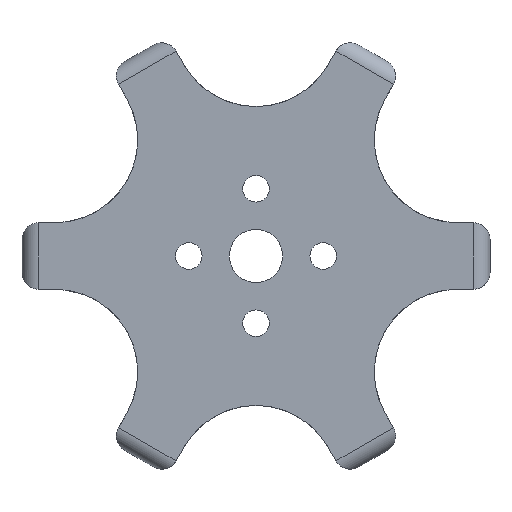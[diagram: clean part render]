
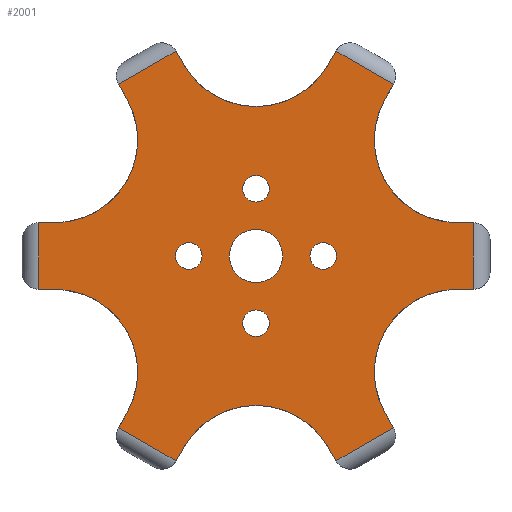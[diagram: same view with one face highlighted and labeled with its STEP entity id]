
A CAD part, front view. The second image highlights one B-rep face of the part: STEP entity #2001.
In plain terms, the highlighted planar face has unit normal (0, -1, 0).
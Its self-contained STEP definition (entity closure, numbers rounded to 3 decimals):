
#25=FACE_BOUND('',#279,.T.);
#26=FACE_BOUND('',#280,.T.);
#27=FACE_BOUND('',#281,.T.);
#28=FACE_BOUND('',#282,.T.);
#29=FACE_BOUND('',#283,.T.);
#83=PLANE('',#2163);
#169=FACE_OUTER_BOUND('',#278,.T.);
#278=EDGE_LOOP('',(#1509,#1510,#1511,#1512,#1513,#1514,#1515,#1516,#1517,
#1518,#1519,#1520,#1521,#1522,#1523,#1524,#1525,#1526,#1527,#1528,#1529,
#1530,#1531,#1532));
#279=EDGE_LOOP('',(#1533));
#280=EDGE_LOOP('',(#1534));
#281=EDGE_LOOP('',(#1535));
#282=EDGE_LOOP('',(#1536));
#283=EDGE_LOOP('',(#1537));
#431=LINE('',#3151,#640);
#440=LINE('',#3168,#649);
#444=LINE('',#3183,#653);
#452=LINE('',#3201,#661);
#462=LINE('',#3229,#671);
#464=LINE('',#3234,#673);
#465=LINE('',#3237,#674);
#466=LINE('',#3239,#675);
#467=LINE('',#3243,#676);
#468=LINE('',#3245,#677);
#469=LINE('',#3247,#678);
#470=LINE('',#3251,#679);
#471=LINE('',#3253,#680);
#472=LINE('',#3255,#681);
#473=LINE('',#3259,#682);
#474=LINE('',#3261,#683);
#475=LINE('',#3263,#684);
#476=LINE('',#3266,#685);
#640=VECTOR('',#2456,10.);
#649=VECTOR('',#2471,10.);
#653=VECTOR('',#2487,10.);
#661=VECTOR('',#2507,10.);
#671=VECTOR('',#2535,10.);
#673=VECTOR('',#2541,10.);
#674=VECTOR('',#2544,10.);
#675=VECTOR('',#2545,10.);
#676=VECTOR('',#2548,10.);
#677=VECTOR('',#2549,10.);
#678=VECTOR('',#2550,10.);
#679=VECTOR('',#2553,10.);
#680=VECTOR('',#2554,10.);
#681=VECTOR('',#2555,10.);
#682=VECTOR('',#2558,10.);
#683=VECTOR('',#2559,10.);
#684=VECTOR('',#2560,10.);
#685=VECTOR('',#2563,10.);
#791=CIRCLE('',#2164,10.);
#792=CIRCLE('',#2165,10.);
#793=CIRCLE('',#2166,10.);
#794=CIRCLE('',#2167,10.);
#795=CIRCLE('',#2168,10.);
#796=CIRCLE('',#2169,10.);
#797=CIRCLE('',#2170,1.6);
#798=CIRCLE('',#2171,1.6);
#799=CIRCLE('',#2172,1.6);
#800=CIRCLE('',#2173,1.6);
#801=CIRCLE('',#2174,3.2);
#919=VERTEX_POINT('',#3144);
#921=VERTEX_POINT('',#3150);
#926=VERTEX_POINT('',#3166);
#929=VERTEX_POINT('',#3176);
#931=VERTEX_POINT('',#3182);
#935=VERTEX_POINT('',#3200);
#940=VERTEX_POINT('',#3213);
#943=VERTEX_POINT('',#3223);
#945=VERTEX_POINT('',#3233);
#946=VERTEX_POINT('',#3235);
#947=VERTEX_POINT('',#3238);
#948=VERTEX_POINT('',#3240);
#949=VERTEX_POINT('',#3242);
#950=VERTEX_POINT('',#3244);
#951=VERTEX_POINT('',#3246);
#952=VERTEX_POINT('',#3248);
#953=VERTEX_POINT('',#3250);
#954=VERTEX_POINT('',#3252);
#955=VERTEX_POINT('',#3254);
#956=VERTEX_POINT('',#3256);
#957=VERTEX_POINT('',#3258);
#958=VERTEX_POINT('',#3260);
#959=VERTEX_POINT('',#3262);
#960=VERTEX_POINT('',#3264);
#961=VERTEX_POINT('',#3267);
#962=VERTEX_POINT('',#3269);
#963=VERTEX_POINT('',#3271);
#964=VERTEX_POINT('',#3273);
#965=VERTEX_POINT('',#3275);
#1124=EDGE_CURVE('',#921,#919,#431,.T.);
#1134=EDGE_CURVE('',#921,#926,#440,.T.);
#1140=EDGE_CURVE('',#931,#929,#444,.T.);
#1150=EDGE_CURVE('',#935,#929,#452,.T.);
#1164=EDGE_CURVE('',#940,#943,#462,.T.);
#1166=EDGE_CURVE('',#935,#926,#791,.T.);
#1167=EDGE_CURVE('',#931,#945,#464,.T.);
#1168=EDGE_CURVE('',#946,#945,#792,.T.);
#1169=EDGE_CURVE('',#943,#946,#465,.T.);
#1170=EDGE_CURVE('',#940,#947,#466,.T.);
#1171=EDGE_CURVE('',#948,#947,#793,.T.);
#1172=EDGE_CURVE('',#949,#948,#467,.T.);
#1173=EDGE_CURVE('',#950,#949,#468,.T.);
#1174=EDGE_CURVE('',#950,#951,#469,.T.);
#1175=EDGE_CURVE('',#952,#951,#794,.T.);
#1176=EDGE_CURVE('',#953,#952,#470,.T.);
#1177=EDGE_CURVE('',#954,#953,#471,.T.);
#1178=EDGE_CURVE('',#954,#955,#472,.T.);
#1179=EDGE_CURVE('',#956,#955,#795,.T.);
#1180=EDGE_CURVE('',#957,#956,#473,.T.);
#1181=EDGE_CURVE('',#958,#957,#474,.T.);
#1182=EDGE_CURVE('',#958,#959,#475,.T.);
#1183=EDGE_CURVE('',#960,#959,#796,.T.);
#1184=EDGE_CURVE('',#919,#960,#476,.T.);
#1185=EDGE_CURVE('',#961,#961,#797,.T.);
#1186=EDGE_CURVE('',#962,#962,#798,.T.);
#1187=EDGE_CURVE('',#963,#963,#799,.T.);
#1188=EDGE_CURVE('',#964,#964,#800,.T.);
#1189=EDGE_CURVE('',#965,#965,#801,.T.);
#1509=ORIENTED_EDGE('',*,*,#1124,.F.);
#1510=ORIENTED_EDGE('',*,*,#1134,.T.);
#1511=ORIENTED_EDGE('',*,*,#1166,.F.);
#1512=ORIENTED_EDGE('',*,*,#1150,.T.);
#1513=ORIENTED_EDGE('',*,*,#1140,.F.);
#1514=ORIENTED_EDGE('',*,*,#1167,.T.);
#1515=ORIENTED_EDGE('',*,*,#1168,.F.);
#1516=ORIENTED_EDGE('',*,*,#1169,.F.);
#1517=ORIENTED_EDGE('',*,*,#1164,.F.);
#1518=ORIENTED_EDGE('',*,*,#1170,.T.);
#1519=ORIENTED_EDGE('',*,*,#1171,.F.);
#1520=ORIENTED_EDGE('',*,*,#1172,.F.);
#1521=ORIENTED_EDGE('',*,*,#1173,.F.);
#1522=ORIENTED_EDGE('',*,*,#1174,.T.);
#1523=ORIENTED_EDGE('',*,*,#1175,.F.);
#1524=ORIENTED_EDGE('',*,*,#1176,.F.);
#1525=ORIENTED_EDGE('',*,*,#1177,.F.);
#1526=ORIENTED_EDGE('',*,*,#1178,.T.);
#1527=ORIENTED_EDGE('',*,*,#1179,.F.);
#1528=ORIENTED_EDGE('',*,*,#1180,.F.);
#1529=ORIENTED_EDGE('',*,*,#1181,.F.);
#1530=ORIENTED_EDGE('',*,*,#1182,.T.);
#1531=ORIENTED_EDGE('',*,*,#1183,.F.);
#1532=ORIENTED_EDGE('',*,*,#1184,.F.);
#1533=ORIENTED_EDGE('',*,*,#1185,.T.);
#1534=ORIENTED_EDGE('',*,*,#1186,.T.);
#1535=ORIENTED_EDGE('',*,*,#1187,.T.);
#1536=ORIENTED_EDGE('',*,*,#1188,.T.);
#1537=ORIENTED_EDGE('',*,*,#1189,.T.);
#2001=ADVANCED_FACE('',(#169,#25,#26,#27,#28,#29),#83,.F.);
#2163=AXIS2_PLACEMENT_3D('',#3231,#2537,#2538);
#2164=AXIS2_PLACEMENT_3D('',#3232,#2539,#2540);
#2165=AXIS2_PLACEMENT_3D('',#3236,#2542,#2543);
#2166=AXIS2_PLACEMENT_3D('',#3241,#2546,#2547);
#2167=AXIS2_PLACEMENT_3D('',#3249,#2551,#2552);
#2168=AXIS2_PLACEMENT_3D('',#3257,#2556,#2557);
#2169=AXIS2_PLACEMENT_3D('',#3265,#2561,#2562);
#2170=AXIS2_PLACEMENT_3D('',#3268,#2564,#2565);
#2171=AXIS2_PLACEMENT_3D('',#3270,#2566,#2567);
#2172=AXIS2_PLACEMENT_3D('',#3272,#2568,#2569);
#2173=AXIS2_PLACEMENT_3D('',#3274,#2570,#2571);
#2174=AXIS2_PLACEMENT_3D('',#3276,#2572,#2573);
#2456=DIRECTION('',(-0.866,0.,-0.5));
#2471=DIRECTION('',(-0.5,0.,0.866));
#2487=DIRECTION('',(0.,0.,-1.));
#2507=DIRECTION('',(1.,0.,0.));
#2535=DIRECTION('',(0.866,0.,-0.5));
#2537=DIRECTION('center_axis',(0.,1.,0.));
#2538=DIRECTION('ref_axis',(0.,0.,1.));
#2539=DIRECTION('center_axis',(0.,-1.,0.));
#2540=DIRECTION('ref_axis',(-0.866,0.,-0.5));
#2541=DIRECTION('',(-1.,0.,0.));
#2542=DIRECTION('center_axis',(0.,-1.,0.));
#2543=DIRECTION('ref_axis',(0.,0.,-1.));
#2544=DIRECTION('',(-0.5,0.,-0.866));
#2545=DIRECTION('',(-0.5,0.,-0.866));
#2546=DIRECTION('center_axis',(0.,-1.,0.));
#2547=DIRECTION('ref_axis',(0.866,0.,-0.5));
#2548=DIRECTION('',(0.5,0.,-0.866));
#2549=DIRECTION('',(0.866,0.,0.5));
#2550=DIRECTION('',(0.5,0.,-0.866));
#2551=DIRECTION('center_axis',(0.,-1.,0.));
#2552=DIRECTION('ref_axis',(0.866,0.,0.5));
#2553=DIRECTION('',(1.,0.,0.));
#2554=DIRECTION('',(0.,0.,1.));
#2555=DIRECTION('',(1.,0.,0.));
#2556=DIRECTION('center_axis',(0.,-1.,0.));
#2557=DIRECTION('ref_axis',(0.,0.,1.));
#2558=DIRECTION('',(0.5,0.,0.866));
#2559=DIRECTION('',(-0.866,0.,0.5));
#2560=DIRECTION('',(0.5,0.,0.866));
#2561=DIRECTION('center_axis',(0.,-1.,0.));
#2562=DIRECTION('ref_axis',(-0.866,0.,0.5));
#2563=DIRECTION('',(-0.5,0.,0.866));
#2564=DIRECTION('center_axis',(0.,1.,0.));
#2565=DIRECTION('ref_axis',(1.,0.,0.));
#2566=DIRECTION('center_axis',(0.,1.,0.));
#2567=DIRECTION('ref_axis',(1.,0.,0.));
#2568=DIRECTION('center_axis',(0.,1.,0.));
#2569=DIRECTION('ref_axis',(1.,0.,0.));
#2570=DIRECTION('center_axis',(0.,1.,0.));
#2571=DIRECTION('ref_axis',(1.,0.,0.));
#2572=DIRECTION('center_axis',(0.,1.,0.));
#2573=DIRECTION('ref_axis',(1.,0.,0.));
#3144=CARTESIAN_POINT('',(9.631,0.,-24.682));
#3150=CARTESIAN_POINT('',(16.559,0.,-20.682));
#3151=CARTESIAN_POINT('',(11.363,0.,-23.682));
#3166=CARTESIAN_POINT('',(15.588,0.,-19.));
#3168=CARTESIAN_POINT('',(7.723,0.,-5.377));
#3176=CARTESIAN_POINT('',(26.19,0.,-4.));
#3182=CARTESIAN_POINT('',(26.19,0.,4.));
#3183=CARTESIAN_POINT('',(26.19,0.,2.));
#3200=CARTESIAN_POINT('',(24.249,0.,-4.));
#3201=CARTESIAN_POINT('',(25.69,0.,-4.));
#3213=CARTESIAN_POINT('',(9.631,0.,24.682));
#3223=CARTESIAN_POINT('',(16.559,0.,20.682));
#3229=CARTESIAN_POINT('',(14.827,0.,21.682));
#3231=CARTESIAN_POINT('Origin',(0.,0.,0.));
#3232=CARTESIAN_POINT('Origin',(24.249,0.,-14.));
#3233=CARTESIAN_POINT('',(24.249,0.,4.));
#3234=CARTESIAN_POINT('',(8.518,0.,4.));
#3235=CARTESIAN_POINT('',(15.588,0.,19.));
#3236=CARTESIAN_POINT('Origin',(24.249,0.,14.));
#3237=CARTESIAN_POINT('',(25.875,0.,36.817));
#3238=CARTESIAN_POINT('',(8.66,0.,23.));
#3239=CARTESIAN_POINT('',(0.795,0.,9.377));
#3240=CARTESIAN_POINT('',(-8.66,0.,23.));
#3241=CARTESIAN_POINT('Origin',(0.,0.,28.));
#3242=CARTESIAN_POINT('',(-9.631,0.,24.682));
#3243=CARTESIAN_POINT('',(-18.947,0.,40.817));
#3244=CARTESIAN_POINT('',(-16.559,0.,20.682));
#3245=CARTESIAN_POINT('',(-11.363,0.,23.682));
#3246=CARTESIAN_POINT('',(-15.588,0.,19.));
#3247=CARTESIAN_POINT('',(-7.723,0.,5.377));
#3248=CARTESIAN_POINT('',(-24.249,0.,4.));
#3249=CARTESIAN_POINT('Origin',(-24.249,0.,14.));
#3250=CARTESIAN_POINT('',(-26.19,0.,4.));
#3251=CARTESIAN_POINT('',(-44.822,0.,4.));
#3252=CARTESIAN_POINT('',(-26.19,0.,-4.));
#3253=CARTESIAN_POINT('',(-26.19,0.,-2.));
#3254=CARTESIAN_POINT('',(-24.249,0.,-4.));
#3255=CARTESIAN_POINT('',(-8.518,0.,-4.));
#3256=CARTESIAN_POINT('',(-15.588,0.,-19.));
#3257=CARTESIAN_POINT('Origin',(-24.249,0.,-14.));
#3258=CARTESIAN_POINT('',(-16.559,0.,-20.682));
#3259=CARTESIAN_POINT('',(-25.875,0.,-36.817));
#3260=CARTESIAN_POINT('',(-9.631,0.,-24.682));
#3261=CARTESIAN_POINT('',(-14.827,0.,-21.682));
#3262=CARTESIAN_POINT('',(-8.66,0.,-23.));
#3263=CARTESIAN_POINT('',(-0.795,0.,-9.377));
#3264=CARTESIAN_POINT('',(8.66,0.,-23.));
#3265=CARTESIAN_POINT('Origin',(0.,0.,-28.));
#3266=CARTESIAN_POINT('',(18.947,0.,-40.817));
#3267=CARTESIAN_POINT('',(-1.6,0.,-8.1));
#3268=CARTESIAN_POINT('Origin',(0.,0.,-8.1));
#3269=CARTESIAN_POINT('',(-9.7,0.,0.));
#3270=CARTESIAN_POINT('Origin',(-8.1,0.,0.));
#3271=CARTESIAN_POINT('',(6.5,0.,0.));
#3272=CARTESIAN_POINT('Origin',(8.1,0.,0.));
#3273=CARTESIAN_POINT('',(-1.6,0.,8.1));
#3274=CARTESIAN_POINT('Origin',(0.,0.,8.1));
#3275=CARTESIAN_POINT('',(-3.2,0.,0.));
#3276=CARTESIAN_POINT('Origin',(0.,0.,0.));
